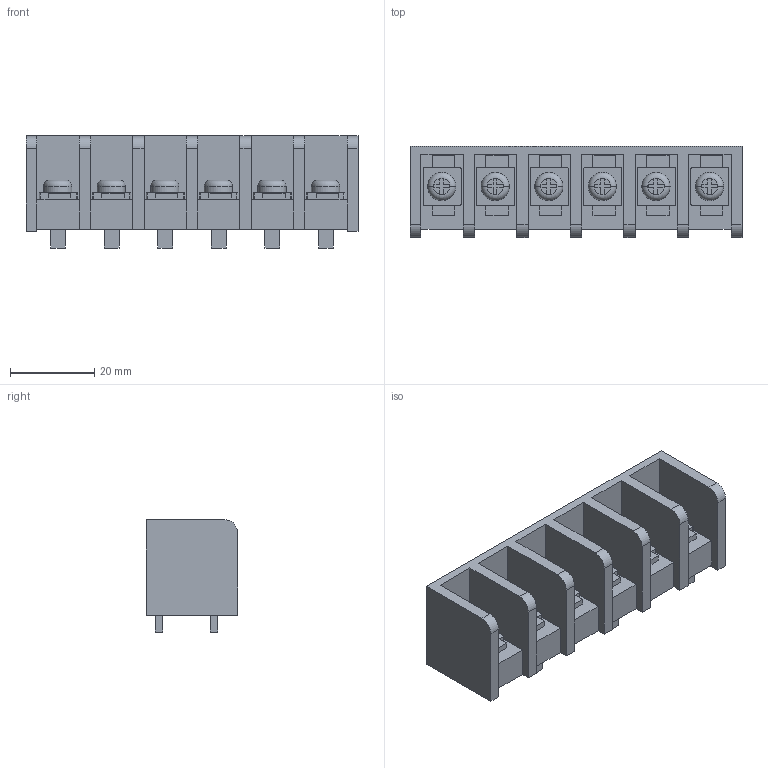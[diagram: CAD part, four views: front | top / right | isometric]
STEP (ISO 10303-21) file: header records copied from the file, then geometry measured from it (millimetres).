
FILE_DESCRIPTION (( 'STEP AP214' ), '1' );
FILE_NAME ('CONN-TH_6P-P12.70_389690006.step', '2022-08-02T14:16:37', ( '' ), ( '' ), 'SwSTEP 2.0', 'SolidWorks 2020', '' );
FILE_SCHEMA (( 'AUTOMOTIVE_DESIGN' ));
Length unit declared in the file: millimetre
Products named in the file (1): CONN-TH_6P-P12.70_389690006
Bounding box: 78.7 x 21.6 x 26.6 mm (x, y, z)
Volume: 20333.9 mm3; surface area: 13122.2 mm2
Topology: 14 solids, 14 shells, 687 faces, 1827 edges, 1198 vertices
Faces by surface type: plane 497, bspline 135, cylinder 43, torus 12
Entity records: 26763 total; most frequent: CARTESIAN_POINT 6956, ORIENTED_EDGE 3654, DIRECTION 2781, EDGE_CURVE 1827, VECTOR 1383, LINE 1383, VERTEX_POINT 1198, EDGE_LOOP 729
